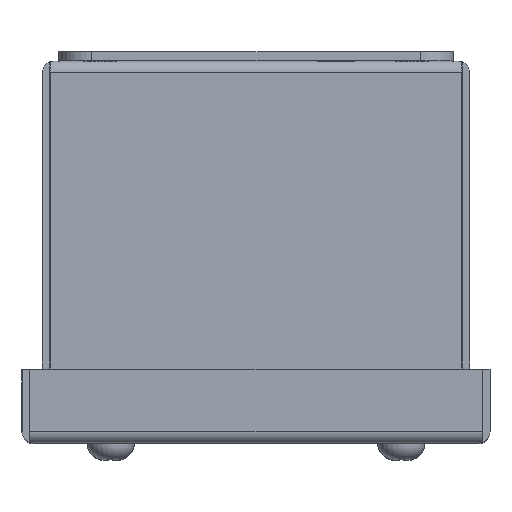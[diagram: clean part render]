
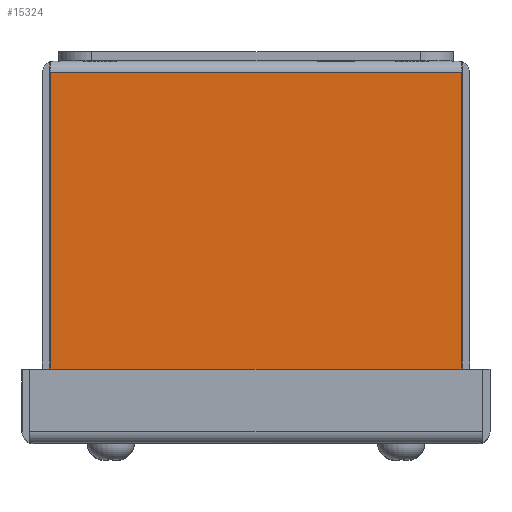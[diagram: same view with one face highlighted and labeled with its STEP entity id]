
A CAD part, top view. The second image highlights one B-rep face of the part: STEP entity #15324.
In plain terms, the highlighted planar face has unit normal (0, 0, 1).
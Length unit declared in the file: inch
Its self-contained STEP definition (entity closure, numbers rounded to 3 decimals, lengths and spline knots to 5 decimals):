
#559 = VERTEX_POINT ( 'NONE', #6386 ) ;
#620 = VERTEX_POINT ( 'NONE', #931 ) ;
#777 = LINE ( 'NONE', #10518, #16389 ) ;
#931 = CARTESIAN_POINT ( 'NONE',  ( 1.56721, -2.664, 1.75 ) ) ;
#1203 = ORIENTED_EDGE ( 'NONE', *, *, #3868, .F. ) ;
#1617 = VERTEX_POINT ( 'NONE', #9801 ) ;
#2972 = AXIS2_PLACEMENT_3D ( 'NONE', #15679, #16134, #6206 ) ;
#3423 = EDGE_CURVE ( 'NONE', #559, #620, #6925, .T. ) ;
#3868 = EDGE_CURVE ( 'NONE', #1617, #620, #11523, .T. ) ;
#5885 = DIRECTION ( 'NONE',  ( 0., -1., 0. ) ) ;
#5904 = VECTOR ( 'NONE', #5885, 39.37008 ) ;
#6206 = DIRECTION ( 'NONE',  ( 1., 0., 0. ) ) ;
#6386 = CARTESIAN_POINT ( 'NONE',  ( -1.56721, -2.664, 1.75 ) ) ;
#6447 = CARTESIAN_POINT ( 'NONE',  ( -1.56721, -0.086, 1.75 ) ) ;
#6843 = DIRECTION ( 'NONE',  ( 1., 0., 0. ) ) ;
#6925 = LINE ( 'NONE', #13687, #9972 ) ;
#7154 = ORIENTED_EDGE ( 'NONE', *, *, #11273, .T. ) ;
#9715 = EDGE_LOOP ( 'NONE', ( #1203, #7154, #17945, #12543 ) ) ;
#9801 = CARTESIAN_POINT ( 'NONE',  ( 1.56721, -0.086, 1.75 ) ) ;
#9972 = VECTOR ( 'NONE', #6843, 39.37008 ) ;
#10518 = CARTESIAN_POINT ( 'NONE',  ( -10.902, -0.086, 1.75 ) ) ;
#11273 = EDGE_CURVE ( 'NONE', #1617, #15914, #777, .T. ) ;
#11399 = PLANE ( 'NONE',  #2972 ) ;
#11430 = DIRECTION ( 'NONE',  ( 0., -1., 0. ) ) ;
#11523 = LINE ( 'NONE', #12899, #17152 ) ;
#12543 = ORIENTED_EDGE ( 'NONE', *, *, #3423, .T. ) ;
#12765 = FACE_OUTER_BOUND ( 'NONE', #9715, .T. ) ;
#12899 = CARTESIAN_POINT ( 'NONE',  ( 1.56721, 39.37008, 1.75 ) ) ;
#13687 = CARTESIAN_POINT ( 'NONE',  ( -10.902, -2.664, 1.75 ) ) ;
#14718 = DIRECTION ( 'NONE',  ( -1., 0., 0. ) ) ;
#15324 = ADVANCED_FACE ( 'NONE', ( #12765 ), #11399, .T. ) ;
#15357 = LINE ( 'NONE', #17292, #5904 ) ;
#15679 = CARTESIAN_POINT ( 'NONE',  ( -10.902, 0., 1.75 ) ) ;
#15914 = VERTEX_POINT ( 'NONE', #6447 ) ;
#16123 = EDGE_CURVE ( 'NONE', #15914, #559, #15357, .T. ) ;
#16134 = DIRECTION ( 'NONE',  ( 0., 0., 1. ) ) ;
#16389 = VECTOR ( 'NONE', #14718, 39.37008 ) ;
#17152 = VECTOR ( 'NONE', #11430, 39.37008 ) ;
#17292 = CARTESIAN_POINT ( 'NONE',  ( -1.56721, 39.37008, 1.75 ) ) ;
#17945 = ORIENTED_EDGE ( 'NONE', *, *, #16123, .T. ) ;
